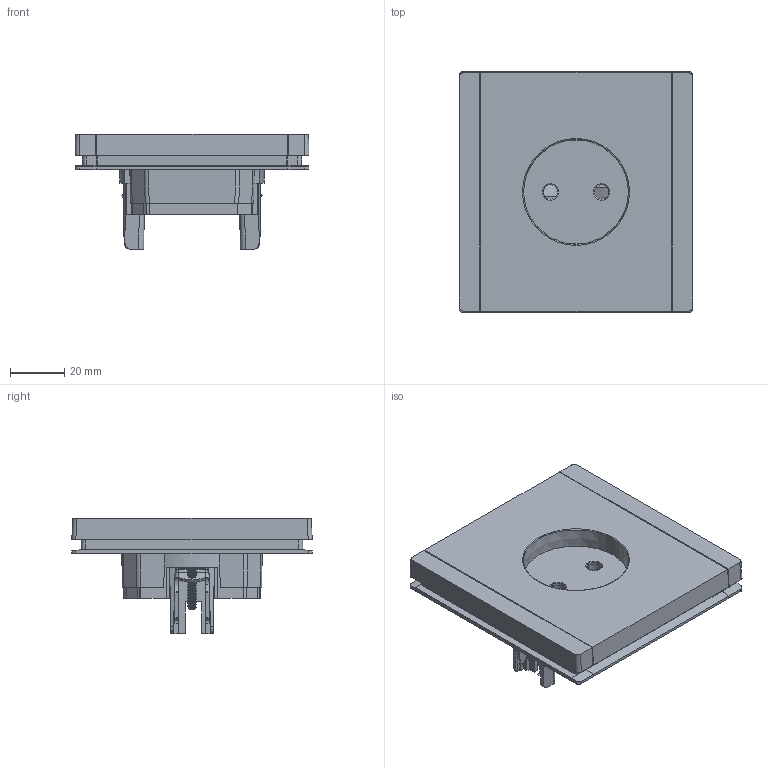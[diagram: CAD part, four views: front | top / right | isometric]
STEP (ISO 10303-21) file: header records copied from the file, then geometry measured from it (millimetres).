
FILE_DESCRIPTION (( 'STEP AP214' ), '1' );
FILE_NAME ('Ðîçåòêà 10 À new.STEP', '2025-03-12T09:13:13', ( '' ), ( '' ), 'SwSTEP 2.0', 'SolidWorks 2022', '' );
FILE_SCHEMA (( 'AUTOMOTIVE_DESIGN' ));
Length unit declared in the file: millimetre
Products named in the file (1): Розетка 10 А new
Bounding box: 86.56 x 89 x 42.57 mm (x, y, z)
Volume: 123083.7 mm3; surface area: 40336.8 mm2
Topology: 1 solids, 35 shells, 1695 faces, 4864 edges, 3207 vertices
Faces by surface type: plane 1109, cylinder 438, cone 57, bspline 43, torus 26, sphere 22
Entity records: 61956 total; most frequent: CARTESIAN_POINT 19776, ORIENTED_EDGE 9696, DIRECTION 7637, EDGE_CURVE 4848, LINE 3283, VECTOR 3283, VERTEX_POINT 3199, AXIS2_PLACEMENT_3D 2177
